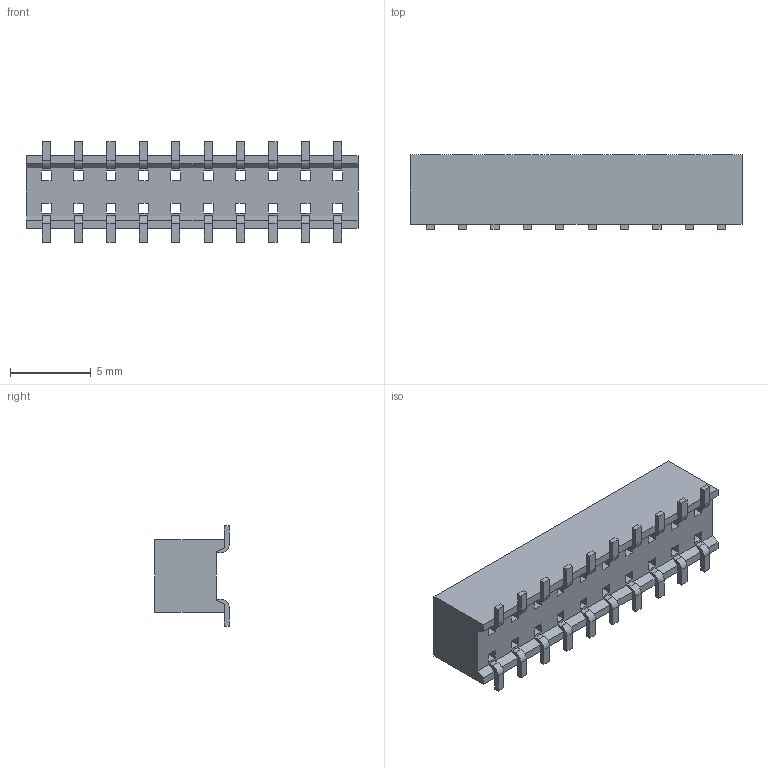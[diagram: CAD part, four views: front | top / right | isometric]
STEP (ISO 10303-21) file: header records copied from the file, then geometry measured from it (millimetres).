
FILE_DESCRIPTION (( 'STEP AP214' ), '1' );
FILE_NAME ('User Library-2X2.0_10P_STM.STEP', '2019-07-07T06:57:54', ( '' ), ( '' ), 'SwSTEP 2.0', 'SolidWorks 2019', '' );
FILE_SCHEMA (( 'AUTOMOTIVE_DESIGN' ));
Length unit declared in the file: millimetre
Products named in the file (1): User Library-2X2.0_10P_STM
Bounding box: 20.5 x 4.6 x 6.2 mm (x, y, z)
Volume: 338.4 mm3; surface area: 615.4 mm2
Topology: 1 solids, 1 shells, 350 faces, 924 edges, 576 vertices
Faces by surface type: plane 330, cylinder 20
Entity records: 14212 total; most frequent: CARTESIAN_POINT 1851, ORIENTED_EDGE 1848, DIRECTION 1666, EDGE_CURVE 924, LINE 884, VECTOR 884, VERTEX_POINT 576, AXIS2_PLACEMENT_3D 391
